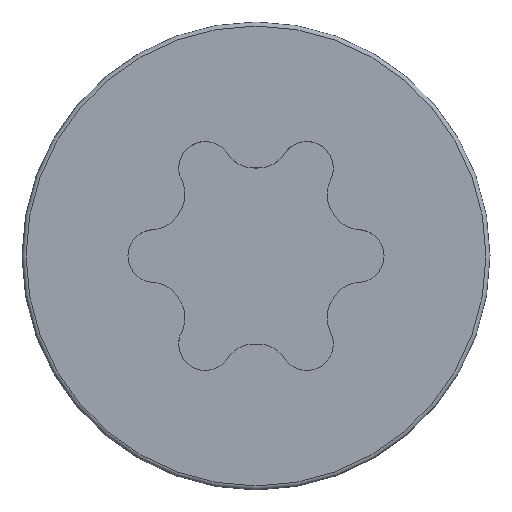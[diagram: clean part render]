
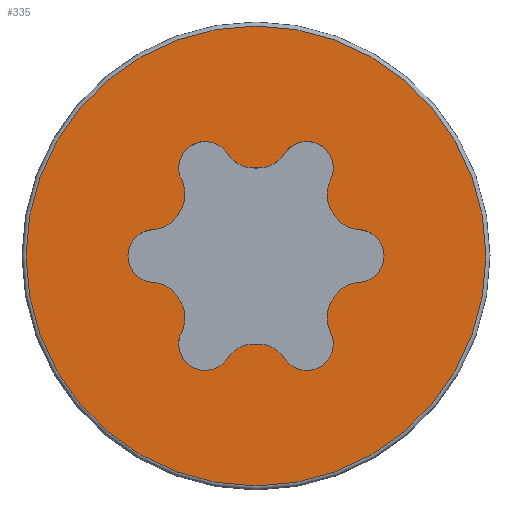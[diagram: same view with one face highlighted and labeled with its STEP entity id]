
A CAD part, top view. The second image highlights one B-rep face of the part: STEP entity #335.
In plain terms, the highlighted planar face has unit normal (0, 0, 1).
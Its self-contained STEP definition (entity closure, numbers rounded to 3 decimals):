
#62=CARTESIAN_POINT('',(17.035,14.9,2.));
#63=DIRECTION('',(0.,0.,1.));
#64=DIRECTION('',(-1.,0.,0.));
#65=AXIS2_PLACEMENT_3D('',#62,#63,#64);
#66=PLANE('',#65);
#67=CARTESIAN_POINT('',(15.529,14.9,2.));
#68=VERTEX_POINT('',#67);
#69=CARTESIAN_POINT('',(16.66,14.9,2.));
#70=DIRECTION('',(0.,0.,-1.));
#71=DIRECTION('',(-1.,0.,0.));
#72=AXIS2_PLACEMENT_3D('',#69,#70,#71);
#73=CIRCLE('',#72,1.131);
#74=EDGE_CURVE('',#68,#68,#73,.T.);
#75=ORIENTED_EDGE('',*,*,#74,.F.);
#76=EDGE_LOOP('',(#75));
#77=FACE_BOUND('',#76,.T.);
#78=CARTESIAN_POINT('',(16.802,15.405,2.));
#79=VERTEX_POINT('',#78);
#80=CARTESIAN_POINT('',(17.026,15.275,2.));
#81=VERTEX_POINT('',#80);
#82=CARTESIAN_POINT('',(16.91,15.333,2.));
#83=DIRECTION('',(0.,0.,-1.));
#84=DIRECTION('',(-1.,0.,0.));
#85=AXIS2_PLACEMENT_3D('',#82,#83,#84);
#86=CIRCLE('',#85,0.13);
#87=EDGE_CURVE('',#79,#81,#86,.T.);
#88=ORIENTED_EDGE('',*,*,#87,.T.);
#89=CARTESIAN_POINT('',(17.009,15.204,2.));
#90=VERTEX_POINT('',#89);
#91=CARTESIAN_POINT('',(17.169,15.204,2.));
#92=DIRECTION('',(0.,0.,-1.));
#93=DIRECTION('',(-1.,0.,0.));
#94=AXIS2_PLACEMENT_3D('',#91,#92,#93);
#95=CIRCLE('',#94,0.16);
#96=EDGE_CURVE('',#90,#81,#95,.T.);
#97=ORIENTED_EDGE('',*,*,#96,.F.);
#98=CARTESIAN_POINT('',(17.031,15.124,2.));
#99=VERTEX_POINT('',#98);
#100=CARTESIAN_POINT('',(17.169,15.204,2.));
#101=DIRECTION('',(0.,0.,-1.));
#102=DIRECTION('',(-1.,0.,0.));
#103=AXIS2_PLACEMENT_3D('',#100,#101,#102);
#104=CIRCLE('',#103,0.16);
#105=EDGE_CURVE('',#99,#90,#104,.T.);
#106=ORIENTED_EDGE('',*,*,#105,.F.);
#107=CARTESIAN_POINT('',(17.039,15.109,2.));
#108=VERTEX_POINT('',#107);
#109=CARTESIAN_POINT('',(17.031,15.124,2.));
#110=DIRECTION('',(0.5,-0.866,0.));
#111=VECTOR('',#110,0.016);
#112=LINE('',#109,#111);
#113=EDGE_CURVE('',#99,#108,#112,.T.);
#114=ORIENTED_EDGE('',*,*,#113,.T.);
#115=CARTESIAN_POINT('',(17.168,15.03,2.));
#116=VERTEX_POINT('',#115);
#117=CARTESIAN_POINT('',(17.178,15.189,2.));
#118=DIRECTION('',(0.,0.,-1.));
#119=DIRECTION('',(-1.,0.,0.));
#120=AXIS2_PLACEMENT_3D('',#117,#118,#119);
#121=CIRCLE('',#120,0.16);
#122=EDGE_CURVE('',#116,#108,#121,.T.);
#123=ORIENTED_EDGE('',*,*,#122,.F.);
#124=CARTESIAN_POINT('',(17.168,14.77,2.));
#125=VERTEX_POINT('',#124);
#126=CARTESIAN_POINT('',(17.16,14.9,2.));
#127=DIRECTION('',(0.,0.,-1.));
#128=DIRECTION('',(-1.,0.,0.));
#129=AXIS2_PLACEMENT_3D('',#126,#127,#128);
#130=CIRCLE('',#129,0.13);
#131=EDGE_CURVE('',#116,#125,#130,.T.);
#132=ORIENTED_EDGE('',*,*,#131,.T.);
#133=CARTESIAN_POINT('',(17.039,14.691,2.));
#134=VERTEX_POINT('',#133);
#135=CARTESIAN_POINT('',(17.178,14.611,2.));
#136=DIRECTION('',(0.,0.,-1.));
#137=DIRECTION('',(-1.,0.,0.));
#138=AXIS2_PLACEMENT_3D('',#135,#136,#137);
#139=CIRCLE('',#138,0.16);
#140=EDGE_CURVE('',#134,#125,#139,.T.);
#141=ORIENTED_EDGE('',*,*,#140,.F.);
#142=CARTESIAN_POINT('',(17.031,14.676,2.));
#143=VERTEX_POINT('',#142);
#144=CARTESIAN_POINT('',(17.039,14.691,2.));
#145=DIRECTION('',(-0.5,-0.866,0.));
#146=VECTOR('',#145,0.016);
#147=LINE('',#144,#146);
#148=EDGE_CURVE('',#134,#143,#147,.T.);
#149=ORIENTED_EDGE('',*,*,#148,.T.);
#150=CARTESIAN_POINT('',(17.009,14.596,2.));
#151=VERTEX_POINT('',#150);
#152=CARTESIAN_POINT('',(17.169,14.596,2.));
#153=DIRECTION('',(0.,0.,-1.));
#154=DIRECTION('',(-1.,0.,0.));
#155=AXIS2_PLACEMENT_3D('',#152,#153,#154);
#156=CIRCLE('',#155,0.16);
#157=EDGE_CURVE('',#151,#143,#156,.T.);
#158=ORIENTED_EDGE('',*,*,#157,.F.);
#159=CARTESIAN_POINT('',(17.026,14.525,2.));
#160=VERTEX_POINT('',#159);
#161=CARTESIAN_POINT('',(17.169,14.596,2.));
#162=DIRECTION('',(0.,0.,-1.));
#163=DIRECTION('',(-1.,0.,0.));
#164=AXIS2_PLACEMENT_3D('',#161,#162,#163);
#165=CIRCLE('',#164,0.16);
#166=EDGE_CURVE('',#160,#151,#165,.T.);
#167=ORIENTED_EDGE('',*,*,#166,.F.);
#168=CARTESIAN_POINT('',(16.802,14.395,2.));
#169=VERTEX_POINT('',#168);
#170=CARTESIAN_POINT('',(16.91,14.467,2.));
#171=DIRECTION('',(0.,0.,-1.));
#172=DIRECTION('',(-1.,0.,0.));
#173=AXIS2_PLACEMENT_3D('',#170,#171,#172);
#174=CIRCLE('',#173,0.13);
#175=EDGE_CURVE('',#160,#169,#174,.T.);
#176=ORIENTED_EDGE('',*,*,#175,.T.);
#177=CARTESIAN_POINT('',(16.668,14.467,2.));
#178=VERTEX_POINT('',#177);
#179=CARTESIAN_POINT('',(16.668,14.307,2.));
#180=DIRECTION('',(0.,0.,-1.));
#181=DIRECTION('',(-1.,0.,0.));
#182=AXIS2_PLACEMENT_3D('',#179,#180,#181);
#183=CIRCLE('',#182,0.16);
#184=EDGE_CURVE('',#178,#169,#183,.T.);
#185=ORIENTED_EDGE('',*,*,#184,.F.);
#186=CARTESIAN_POINT('',(16.652,14.467,2.));
#187=VERTEX_POINT('',#186);
#188=CARTESIAN_POINT('',(16.668,14.467,2.));
#189=DIRECTION('',(-1.,0.,0.));
#190=VECTOR('',#189,0.016);
#191=LINE('',#188,#190);
#192=EDGE_CURVE('',#178,#187,#191,.T.);
#193=ORIENTED_EDGE('',*,*,#192,.T.);
#194=CARTESIAN_POINT('',(16.518,14.395,2.));
#195=VERTEX_POINT('',#194);
#196=CARTESIAN_POINT('',(16.652,14.307,2.));
#197=DIRECTION('',(0.,0.,-1.));
#198=DIRECTION('',(-1.,0.,0.));
#199=AXIS2_PLACEMENT_3D('',#196,#197,#198);
#200=CIRCLE('',#199,0.16);
#201=EDGE_CURVE('',#195,#187,#200,.T.);
#202=ORIENTED_EDGE('',*,*,#201,.F.);
#203=CARTESIAN_POINT('',(16.28,14.467,2.));
#204=VERTEX_POINT('',#203);
#205=CARTESIAN_POINT('',(16.41,14.467,2.));
#206=DIRECTION('',(0.,0.,-1.));
#207=DIRECTION('',(-1.,0.,0.));
#208=AXIS2_PLACEMENT_3D('',#205,#206,#207);
#209=CIRCLE('',#208,0.13);
#210=EDGE_CURVE('',#195,#204,#209,.T.);
#211=ORIENTED_EDGE('',*,*,#210,.T.);
#212=CARTESIAN_POINT('',(16.294,14.525,2.));
#213=VERTEX_POINT('',#212);
#214=CARTESIAN_POINT('',(16.41,14.467,2.));
#215=DIRECTION('',(0.,0.,-1.));
#216=DIRECTION('',(-1.,0.,0.));
#217=AXIS2_PLACEMENT_3D('',#214,#215,#216);
#218=CIRCLE('',#217,0.13);
#219=EDGE_CURVE('',#204,#213,#218,.T.);
#220=ORIENTED_EDGE('',*,*,#219,.T.);
#221=CARTESIAN_POINT('',(16.289,14.676,2.));
#222=VERTEX_POINT('',#221);
#223=CARTESIAN_POINT('',(16.151,14.596,2.));
#224=DIRECTION('',(0.,0.,-1.));
#225=DIRECTION('',(-1.,0.,0.));
#226=AXIS2_PLACEMENT_3D('',#223,#224,#225);
#227=CIRCLE('',#226,0.16);
#228=EDGE_CURVE('',#222,#213,#227,.T.);
#229=ORIENTED_EDGE('',*,*,#228,.F.);
#230=CARTESIAN_POINT('',(16.281,14.691,2.));
#231=VERTEX_POINT('',#230);
#232=CARTESIAN_POINT('',(16.289,14.676,2.));
#233=DIRECTION('',(-0.5,0.866,0.));
#234=VECTOR('',#233,0.016);
#235=LINE('',#232,#234);
#236=EDGE_CURVE('',#222,#231,#235,.T.);
#237=ORIENTED_EDGE('',*,*,#236,.T.);
#238=CARTESIAN_POINT('',(16.152,14.77,2.));
#239=VERTEX_POINT('',#238);
#240=CARTESIAN_POINT('',(16.142,14.611,2.));
#241=DIRECTION('',(0.,0.,-1.));
#242=DIRECTION('',(-1.,0.,0.));
#243=AXIS2_PLACEMENT_3D('',#240,#241,#242);
#244=CIRCLE('',#243,0.16);
#245=EDGE_CURVE('',#239,#231,#244,.T.);
#246=ORIENTED_EDGE('',*,*,#245,.F.);
#247=CARTESIAN_POINT('',(16.03,14.9,2.));
#248=VERTEX_POINT('',#247);
#249=CARTESIAN_POINT('',(16.16,14.9,2.));
#250=DIRECTION('',(0.,0.,-1.));
#251=DIRECTION('',(-1.,0.,0.));
#252=AXIS2_PLACEMENT_3D('',#249,#250,#251);
#253=CIRCLE('',#252,0.13);
#254=EDGE_CURVE('',#239,#248,#253,.T.);
#255=ORIENTED_EDGE('',*,*,#254,.T.);
#256=CARTESIAN_POINT('',(16.152,15.03,2.));
#257=VERTEX_POINT('',#256);
#258=CARTESIAN_POINT('',(16.16,14.9,2.));
#259=DIRECTION('',(0.,0.,-1.));
#260=DIRECTION('',(-1.,0.,0.));
#261=AXIS2_PLACEMENT_3D('',#258,#259,#260);
#262=CIRCLE('',#261,0.13);
#263=EDGE_CURVE('',#248,#257,#262,.T.);
#264=ORIENTED_EDGE('',*,*,#263,.T.);
#265=CARTESIAN_POINT('',(16.281,15.109,2.));
#266=VERTEX_POINT('',#265);
#267=CARTESIAN_POINT('',(16.142,15.189,2.));
#268=DIRECTION('',(0.,0.,-1.));
#269=DIRECTION('',(-1.,0.,0.));
#270=AXIS2_PLACEMENT_3D('',#267,#268,#269);
#271=CIRCLE('',#270,0.16);
#272=EDGE_CURVE('',#266,#257,#271,.T.);
#273=ORIENTED_EDGE('',*,*,#272,.F.);
#274=CARTESIAN_POINT('',(16.289,15.124,2.));
#275=VERTEX_POINT('',#274);
#276=CARTESIAN_POINT('',(16.281,15.109,2.));
#277=DIRECTION('',(0.5,0.866,0.));
#278=VECTOR('',#277,0.016);
#279=LINE('',#276,#278);
#280=EDGE_CURVE('',#266,#275,#279,.T.);
#281=ORIENTED_EDGE('',*,*,#280,.T.);
#282=CARTESIAN_POINT('',(16.294,15.275,2.));
#283=VERTEX_POINT('',#282);
#284=CARTESIAN_POINT('',(16.151,15.204,2.));
#285=DIRECTION('',(0.,0.,-1.));
#286=DIRECTION('',(-1.,0.,0.));
#287=AXIS2_PLACEMENT_3D('',#284,#285,#286);
#288=CIRCLE('',#287,0.16);
#289=EDGE_CURVE('',#283,#275,#288,.T.);
#290=ORIENTED_EDGE('',*,*,#289,.F.);
#291=CARTESIAN_POINT('',(16.28,15.333,2.));
#292=VERTEX_POINT('',#291);
#293=CARTESIAN_POINT('',(16.41,15.333,2.));
#294=DIRECTION('',(0.,0.,-1.));
#295=DIRECTION('',(-1.,0.,0.));
#296=AXIS2_PLACEMENT_3D('',#293,#294,#295);
#297=CIRCLE('',#296,0.13);
#298=EDGE_CURVE('',#283,#292,#297,.T.);
#299=ORIENTED_EDGE('',*,*,#298,.T.);
#300=CARTESIAN_POINT('',(16.518,15.405,2.));
#301=VERTEX_POINT('',#300);
#302=CARTESIAN_POINT('',(16.41,15.333,2.));
#303=DIRECTION('',(0.,0.,-1.));
#304=DIRECTION('',(-1.,0.,0.));
#305=AXIS2_PLACEMENT_3D('',#302,#303,#304);
#306=CIRCLE('',#305,0.13);
#307=EDGE_CURVE('',#292,#301,#306,.T.);
#308=ORIENTED_EDGE('',*,*,#307,.T.);
#309=CARTESIAN_POINT('',(16.652,15.333,2.));
#310=VERTEX_POINT('',#309);
#311=CARTESIAN_POINT('',(16.652,15.493,2.));
#312=DIRECTION('',(0.,0.,-1.));
#313=DIRECTION('',(-1.,0.,0.));
#314=AXIS2_PLACEMENT_3D('',#311,#312,#313);
#315=CIRCLE('',#314,0.16);
#316=EDGE_CURVE('',#310,#301,#315,.T.);
#317=ORIENTED_EDGE('',*,*,#316,.F.);
#318=CARTESIAN_POINT('',(16.668,15.333,2.));
#319=VERTEX_POINT('',#318);
#320=CARTESIAN_POINT('',(16.652,15.333,2.));
#321=DIRECTION('',(1.,0.,-0.));
#322=VECTOR('',#321,0.016);
#323=LINE('',#320,#322);
#324=EDGE_CURVE('',#310,#319,#323,.T.);
#325=ORIENTED_EDGE('',*,*,#324,.T.);
#326=CARTESIAN_POINT('',(16.668,15.493,2.));
#327=DIRECTION('',(0.,0.,-1.));
#328=DIRECTION('',(-1.,0.,0.));
#329=AXIS2_PLACEMENT_3D('',#326,#327,#328);
#330=CIRCLE('',#329,0.16);
#331=EDGE_CURVE('',#79,#319,#330,.T.);
#332=ORIENTED_EDGE('',*,*,#331,.F.);
#333=EDGE_LOOP('',(#88,#97,#106,#114,#123,#132,#141,#149,#158,#167,#176,#185,#193,#202,#211,#220,#229,#237,#246,#255,#264,#273,#281,#290,#299,#308,
#317,#325,#332));
#334=FACE_BOUND('',#333,.T.);
#335=ADVANCED_FACE('',(#77,#334),#66,.T.);
